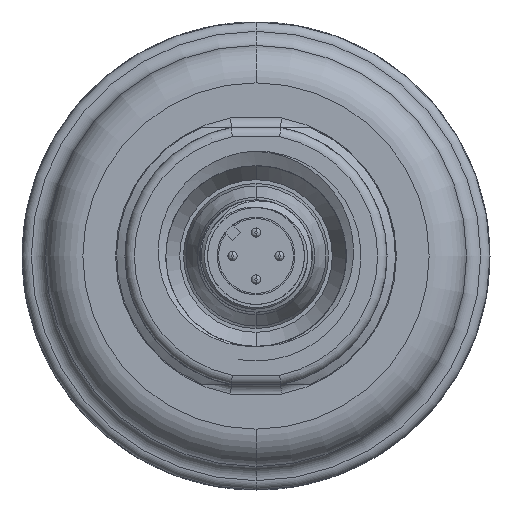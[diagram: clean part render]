
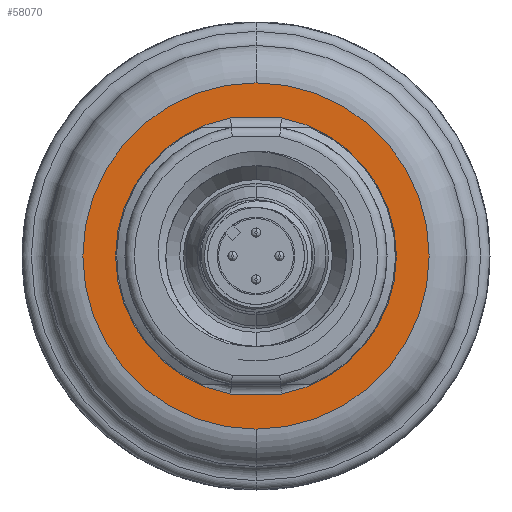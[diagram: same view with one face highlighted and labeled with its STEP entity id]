
A CAD part, front view. The second image highlights one B-rep face of the part: STEP entity #58070.
In plain terms, the highlighted planar face has unit normal (0, -1, 0).
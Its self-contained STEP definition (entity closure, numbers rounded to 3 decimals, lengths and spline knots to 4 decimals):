
#20515=CARTESIAN_POINT('',(0.,-0.1181,0.));
#20516=DIRECTION('',(0.,-1.,0.));
#20517=DIRECTION('',(0.,0.,-1.));
#20518=AXIS2_PLACEMENT_3D('',#20515,#20516,#20517);
#20520=CARTESIAN_POINT('',(0.,-0.1181,0.));
#20521=DIRECTION('',(0.,-1.,0.));
#20522=DIRECTION('',(0.,0.,1.));
#20523=AXIS2_PLACEMENT_3D('',#20520,#20521,#20522);
#20525=CARTESIAN_POINT('',(0.,-0.1181,0.));
#20526=DIRECTION('',(0.,-1.,0.));
#20527=DIRECTION('',(-0.182,0.,0.983));
#20528=AXIS2_PLACEMENT_3D('',#20525,#20526,#20527);
#20530=DIRECTION('',(1.,0.,0.));
#20531=VECTOR('',#20530,0.2147);
#20532=CARTESIAN_POINT('',(-0.1074,-0.1181,
-0.5807));
#20533=LINE('',#20532,#20531);
#20534=CARTESIAN_POINT('',(0.,-0.1181,0.));
#20535=DIRECTION('',(0.,-1.,0.));
#20536=DIRECTION('',(0.182,0.,-0.983));
#20537=AXIS2_PLACEMENT_3D('',#20534,#20535,#20536);
#20539=DIRECTION('',(-1.,0.,0.));
#20540=VECTOR('',#20539,0.2147);
#20541=CARTESIAN_POINT('',(0.1074,-0.1181,
0.5807));
#20542=LINE('',#20541,#20540);
#35217=CARTESIAN_POINT('',(-0.1074,-0.1181,
0.5807));
#35218=CARTESIAN_POINT('',(-0.1074,-0.1181,
-0.5807));
#35219=VERTEX_POINT('',#35217);
#35220=VERTEX_POINT('',#35218);
#35225=CARTESIAN_POINT('',(0.1074,-0.1181,
-0.5807));
#35226=CARTESIAN_POINT('',(0.1074,-0.1181,
0.5807));
#35227=VERTEX_POINT('',#35225);
#35228=VERTEX_POINT('',#35226);
#35569=CARTESIAN_POINT('',(0.,-0.1181,-0.7283));
#35570=CARTESIAN_POINT('',(0.,-0.1181,0.7283));
#35571=VERTEX_POINT('',#35569);
#35572=VERTEX_POINT('',#35570);
#58050=CARTESIAN_POINT('',(0.,-0.1181,0.));
#58051=DIRECTION('',(0.,-1.,0.));
#58052=DIRECTION('',(0.,0.,1.));
#58053=AXIS2_PLACEMENT_3D('',#58050,#58051,#58052);
#58054=PLANE('',#58053);
#58056=ORIENTED_EDGE('',*,*,#58055,.F.);
#58058=ORIENTED_EDGE('',*,*,#58057,.F.);
#58059=EDGE_LOOP('',(#58056,#58058));
#58060=FACE_OUTER_BOUND('',#58059,.F.);
#58061=ORIENTED_EDGE('',*,*,#58040,.T.);
#58063=ORIENTED_EDGE('',*,*,#58062,.T.);
#58065=ORIENTED_EDGE('',*,*,#58064,.T.);
#58067=ORIENTED_EDGE('',*,*,#58066,.T.);
#58068=EDGE_LOOP('',(#58061,#58063,#58065,#58067));
#58069=FACE_BOUND('',#58068,.F.);
#58070=ADVANCED_FACE('',(#58060,#58069),#58054,.T.);
#20519=CIRCLE('',#20518,0.7283);
#20524=CIRCLE('',#20523,0.7283);
#20529=CIRCLE('',#20528,0.5906);
#20538=CIRCLE('',#20537,0.5906);
#58040=EDGE_CURVE('',#35219,#35220,#20529,.T.);
#58055=EDGE_CURVE('',#35571,#35572,#20519,.T.);
#58057=EDGE_CURVE('',#35572,#35571,#20524,.T.);
#58062=EDGE_CURVE('',#35220,#35227,#20533,.T.);
#58064=EDGE_CURVE('',#35227,#35228,#20538,.T.);
#58066=EDGE_CURVE('',#35228,#35219,#20542,.T.);
